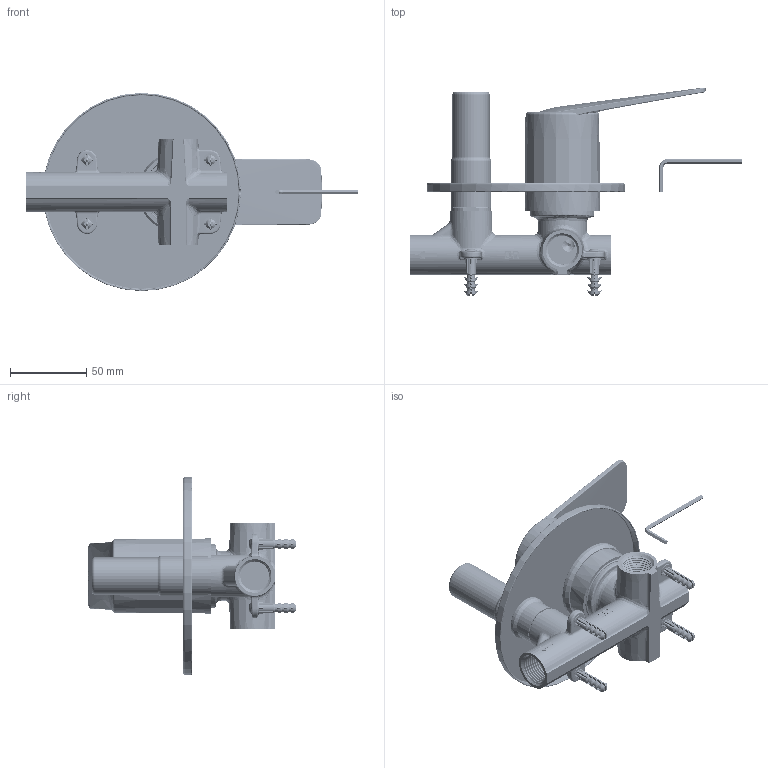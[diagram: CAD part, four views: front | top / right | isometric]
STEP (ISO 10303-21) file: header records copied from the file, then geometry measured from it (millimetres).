
FILE_DESCRIPTION((''),'2;1');
FILE_NAME('AS63052-20-01_ASM','2021-06-03T15:12:10',('zhuliangliang'),('Lota'),'CREO PARAMETRIC BY PTC INC, 2018420','CREO PARAMETRIC BY PTC INC, 2018420','');
FILE_SCHEMA(('CONFIG_CONTROL_DESIGN'));
Products named in the file (33): 62675-01-01; 62675-01-02; 62675-01-00_ASM; F533-50-08; 63046-06-00; 62357-05-00; 63046-05-00; 63046-04-A0; 6024-04-00; 62675-05-01; 62675-05-02; 62675-05-03; F8048-09-00; F042H-05-00; P1010-01-00; 6149-02-03; F533-50-10; F533-50-15; H3720-06-00; 62675-05-00_ASM; F532-36-00; 262-01-07; 268-01-06; 69310-06-00; D6122-91-E0; 63057-22-A0; 407A-02-00; 63049-01-00; 69310-05-00; 69530-06-00; 811-25-00; AS63402-20-01_ASM; AS63052-20-01_ASM
Assembly tree (39 placements, depth 3):
  AS63052-20-01_ASM
    62675-01-00_ASM
      62675-01-01
      62675-01-02
    F533-50-08
    63046-06-00
    62357-05-00
    63046-05-00
    63046-04-A0
    6024-04-00
    62675-05-00_ASM
      62675-05-01
      62675-05-02
      62675-05-03
      F8048-09-00
      F042H-05-00
      P1010-01-00
      6149-02-03  x2
      F533-50-10
      F533-50-15
      H3720-06-00
    F532-36-00
    262-01-07  x4
    268-01-06  x4
    69310-06-00
    D6122-91-E0
    AS63402-20-01_ASM
      63057-22-A0
      407A-02-00
      63049-01-00
      69310-05-00
      69530-06-00
      811-25-00
Bounding box: 217.86 x 136.93 x 129.98 mm (x, y, z)
Volume: 231436.8 mm3; surface area: 289601.3 mm2
Topology: 37 solids, 78 shells, 6015 faces, 16050 edges, 10135 vertices
Faces by surface type: plane 2336, cylinder 1752, bspline 1034, cone 518, torus 257, sphere 118
Entity records: 237347 total; most frequent: CARTESIAN_POINT 128344, ORIENTED_EDGE 25104, DIRECTION 18663, EDGE_CURVE 12694, VERTEX_POINT 8047, AXIS2_PLACEMENT_3D 6946, B_SPLINE_CURVE_WITH_KNOTS 5113, EDGE_LOOP 5091
